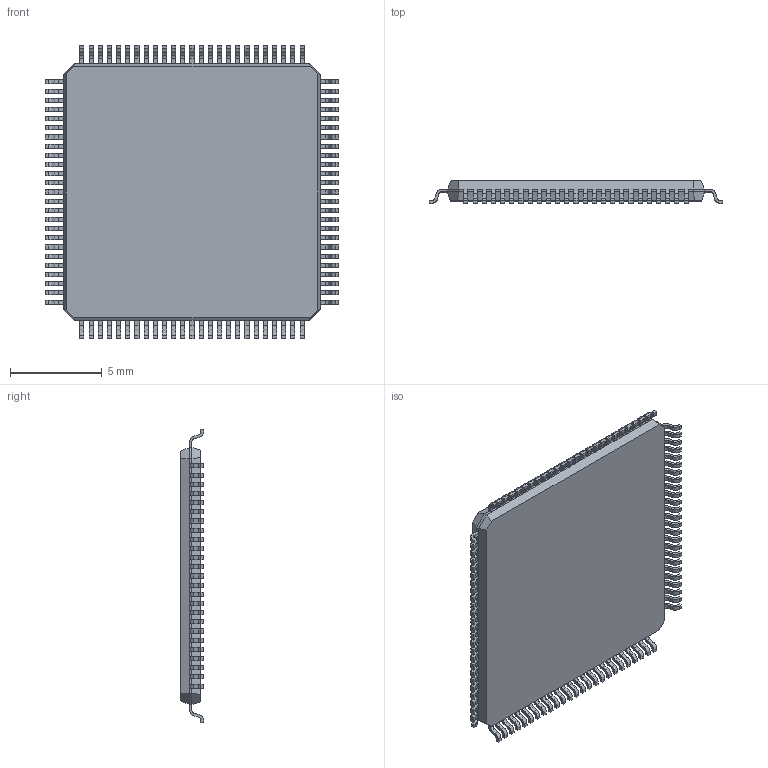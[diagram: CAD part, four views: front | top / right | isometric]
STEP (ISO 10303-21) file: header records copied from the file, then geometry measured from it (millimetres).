
FILE_DESCRIPTION (( 'STEP AP214' ), '1' );
FILE_NAME ('EPM7128STI100-10N.STEP', '2023-02-22T13:25:59', ( '' ), ( '' ), 'SwSTEP 2.0', 'SolidWorks 2017', '' );
FILE_SCHEMA (( 'AUTOMOTIVE_DESIGN' ));
Length unit declared in the file: millimetre
Products named in the file (1): EPM7128STI100-10N
Bounding box: 16 x 1.27 x 16 mm (x, y, z)
Volume: 218.8 mm3; surface area: 543.5 mm2
Topology: 102 solids, 102 shells, 1433 faces, 3668 edges, 2440 vertices
Faces by surface type: plane 1029, cylinder 404
Entity records: 44185 total; most frequent: CARTESIAN_POINT 7542, DIRECTION 7344, ORIENTED_EDGE 7336, EDGE_CURVE 3668, VECTOR 2860, LINE 2860, VERTEX_POINT 2440, AXIS2_PLACEMENT_3D 2242
